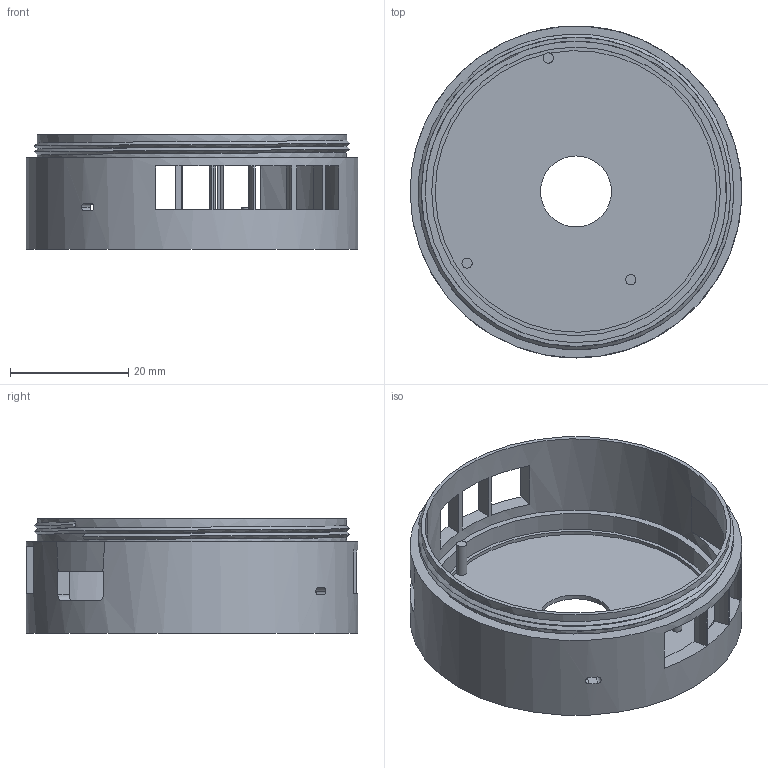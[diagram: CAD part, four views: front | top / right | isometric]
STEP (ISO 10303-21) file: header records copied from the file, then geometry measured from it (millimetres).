
FILE_DESCRIPTION(('HOOPS Exchange Step'),'2;1');
FILE_NAME('temp_export','2024-01-13T19:38:23+01:00',('Alessandro'),('Shapr3D Limited'),'HOOPS Exchange 2023.2','Shapr3D','Authorized');
FILE_SCHEMA( ('AUTOMOTIVE_DESIGN { 1 0 10303 214 1 1 1 1 }') );
Length unit declared in the file: millimetre
Products named in the file (2): bottom; root
Assembly tree (1 placements, depth 2):
  root
    bottom
Bounding box: 56.1 x 56.1 x 19.4 mm (x, y, z)
Volume: 8253.4 mm3; surface area: 11124.1 mm2
Topology: 1 solids, 1 shells, 71 faces, 203 edges, 138 vertices
Faces by surface type: plane 43, cylinder 26, bspline 2
Full cylindrical faces by diameter (mm): 1.73 x3, 12 x1, 48.8 x1, 51 x1, 52.29 x2, 56.1 x1
Entity records: 4147 total; most frequent: CARTESIAN_POINT 2174, DIRECTION 406, ORIENTED_EDGE 406, EDGE_CURVE 203, AXIS2_PLACEMENT_3D 159, VERTEX_POINT 138, EDGE_LOOP 97, FACE_BOUND 97
